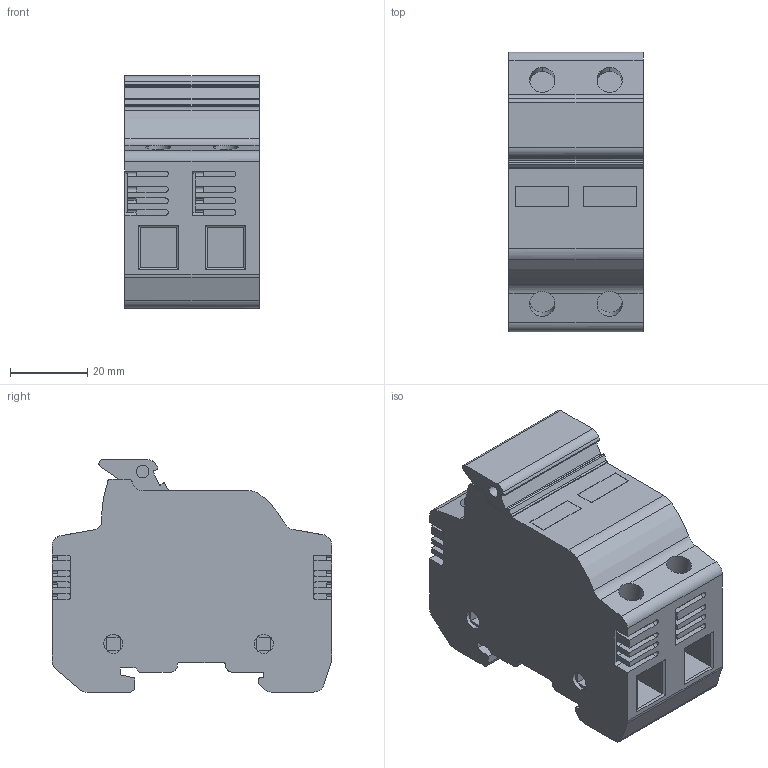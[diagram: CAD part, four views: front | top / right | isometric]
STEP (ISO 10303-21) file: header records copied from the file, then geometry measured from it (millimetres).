
FILE_DESCRIPTION(('CATIA V5 STEP Exchange','CAx-IF Rec.Pracs.--- Model Styling and Organization---1.4--- 2014-01-23'),'2;1');
FILE_NAME ('D1574615_0_2896950000_S3D_FUSEHOLDER_WSFH-2_10X38_1KV_LED.stp','2023-05-17T10:40:08+00:00',('none'),('Weidmueller'),'CATIA Version 5-6 Release 2016 SP3 HF44','CATIA V5 STEP AP214','none');
FILE_SCHEMA(('AUTOMOTIVE_DESIGN { 1 0 10303 214 1 1 1 1 }'));
Length unit declared in the file: millimetre
Products named in the file (1): S3D_FUSEHOLDER_WSFH-2_10X38_1KV_LED
Bounding box: 35 x 72.6 x 60.3 mm (x, y, z)
Volume: 109431.4 mm3; surface area: 21157.4 mm2
Topology: 3 solids, 3 shells, 381 faces, 1057 edges, 701 vertices
Faces by surface type: plane 241, cylinder 122, extrusion 18
Entity records: 12161 total; most frequent: CARTESIAN_POINT 2678, ORIENTED_EDGE 2114, DIRECTION 1454, EDGE_CURVE 1057, VERTEX_POINT 701, VECTOR 684, LINE 666, AXIS2_PLACEMENT_3D 505
